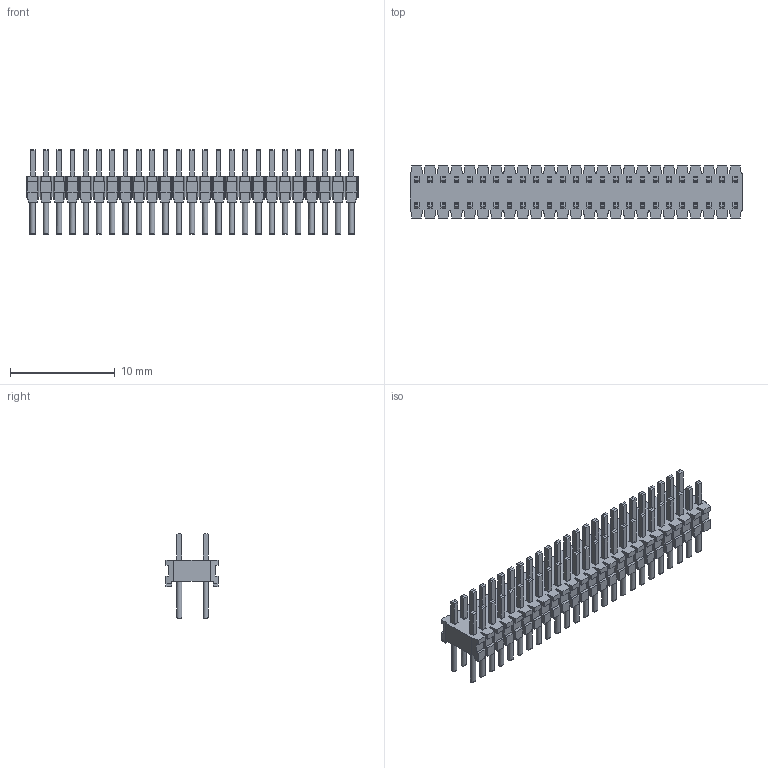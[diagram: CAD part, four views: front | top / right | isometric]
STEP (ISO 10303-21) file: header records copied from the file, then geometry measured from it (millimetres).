
FILE_DESCRIPTION(('FreeCAD Model'),'2;1');
FILE_NAME('Open CASCADE Shape Model','2025-01-09T14:57:38',(''),(''), 'Open CASCADE STEP processor 7.8','FreeCAD','Unknown');
FILE_SCHEMA(('AUTOMOTIVE_DESIGN { 1 0 10303 214 1 1 1 1 }'));
Length unit declared in the file: millimetre
Products named in the file (2): TMS-125-D_header; T-1M6-25-02-D
Bounding box: 31.75 x 4.98 x 8.13 mm (x, y, z)
Volume: 407 mm3; surface area: 1689.8 mm2
Topology: 2 solids, 2 shells, 1620 faces, 4744 edges, 3128 vertices
Faces by surface type: plane 1570, cylinder 50
Full cylindrical faces by diameter (mm): 0.508 x50
Entity records: 53022 total; most frequent: CARTESIAN_POINT 9543, ORIENTED_EDGE 9488, DIRECTION 8240, EDGE_CURVE 4744, LINE 4390, VECTOR 4390, VERTEX_POINT 3128, AXIS2_PLACEMENT_3D 1925
